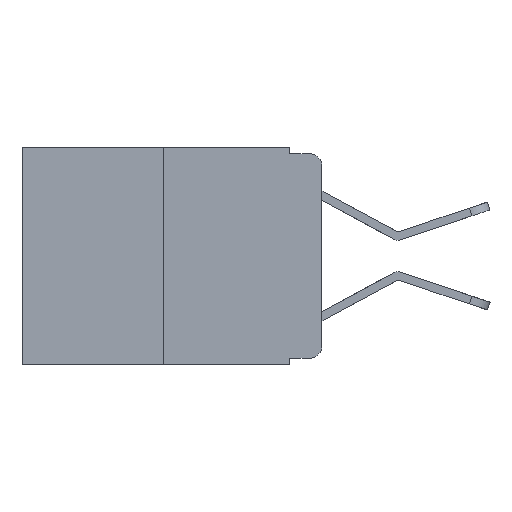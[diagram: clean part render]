
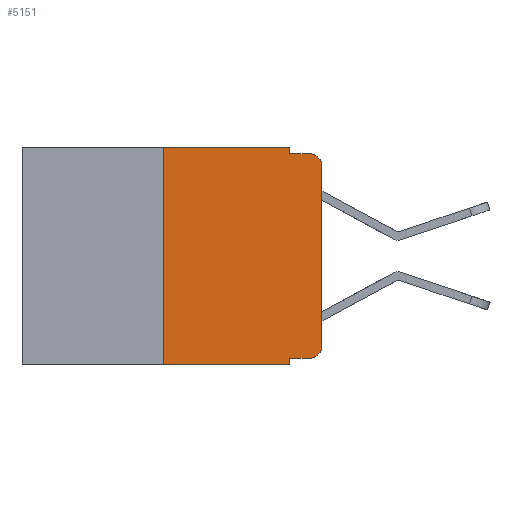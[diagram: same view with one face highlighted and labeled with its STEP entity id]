
A CAD part, left-side view. The second image highlights one B-rep face of the part: STEP entity #5151.
In plain terms, the highlighted planar face has unit normal (-1, 0, 0).
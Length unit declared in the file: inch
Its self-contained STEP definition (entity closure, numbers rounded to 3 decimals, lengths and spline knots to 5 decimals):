
#120 = EDGE_CURVE ( 'NONE', #17455, #6900, #445, .T. ) ;
#373 = ORIENTED_EDGE ( 'NONE', *, *, #811, .T. ) ;
#445 = CIRCLE ( 'NONE', #4616, 0.02 ) ;
#547 = ORIENTED_EDGE ( 'NONE', *, *, #1924, .T. ) ;
#811 = EDGE_CURVE ( 'NONE', #17868, #17430, #14150, .T. ) ;
#953 = VECTOR ( 'NONE', #4439, 39.37008 ) ;
#1649 = PLANE ( 'NONE',  #9935 ) ;
#1734 = CARTESIAN_POINT ( 'NONE',  ( 0., 0.473, 0. ) ) ;
#1924 = EDGE_CURVE ( 'NONE', #3834, #17455, #5039, .T. ) ;
#2152 = DIRECTION ( 'NONE',  ( 0., 0., -1. ) ) ;
#2480 = CARTESIAN_POINT ( 'NONE',  ( 0., 0.051, 0. ) ) ;
#2592 = VERTEX_POINT ( 'NONE', #8802 ) ;
#2934 = CARTESIAN_POINT ( 'NONE',  ( 0., 0.051, -0.333 ) ) ;
#3226 = CARTESIAN_POINT ( 'NONE',  ( 0., 0.473, -0.343 ) ) ;
#3357 = VECTOR ( 'NONE', #15007, 39.37008 ) ;
#3565 = DIRECTION ( 'NONE',  ( -1., 0., 0. ) ) ;
#3831 = ORIENTED_EDGE ( 'NONE', *, *, #12384, .T. ) ;
#3834 = VERTEX_POINT ( 'NONE', #6680 ) ;
#4220 = VECTOR ( 'NONE', #15237, 39.37008 ) ;
#4234 = CARTESIAN_POINT ( 'NONE',  ( 0., 0.051, 0. ) ) ;
#4439 = DIRECTION ( 'NONE',  ( 0., -1., 0. ) ) ;
#4616 = AXIS2_PLACEMENT_3D ( 'NONE', #14909, #3565, #2152 ) ;
#4723 = FACE_OUTER_BOUND ( 'NONE', #16665, .T. ) ;
#5039 = LINE ( 'NONE', #12193, #3357 ) ;
#5151 = ADVANCED_FACE ( 'NONE', ( #4723 ), #1649, .F. ) ;
#5369 = ORIENTED_EDGE ( 'NONE', *, *, #120, .T. ) ;
#5439 = VECTOR ( 'NONE', #14489, 39.37008 ) ;
#5469 = ORIENTED_EDGE ( 'NONE', *, *, #16027, .F. ) ;
#5720 = DIRECTION ( 'NONE',  ( 0., 0., -1. ) ) ;
#6112 = CARTESIAN_POINT ( 'NONE',  ( 0., 0.25, 0. ) ) ;
#6329 = ORIENTED_EDGE ( 'NONE', *, *, #9795, .T. ) ;
#6680 = CARTESIAN_POINT ( 'NONE',  ( 0., 0., -0.313 ) ) ;
#6900 = VERTEX_POINT ( 'NONE', #17734 ) ;
#7127 = LINE ( 'NONE', #4234, #9605 ) ;
#8028 = CARTESIAN_POINT ( 'NONE',  ( 0., 0.051, -0.01 ) ) ;
#8077 = CARTESIAN_POINT ( 'NONE',  ( 0., 0.473, 0. ) ) ;
#8731 = CARTESIAN_POINT ( 'NONE',  ( 0., 0.25, -0.343 ) ) ;
#8802 = CARTESIAN_POINT ( 'NONE',  ( 0., 0.051, 0. ) ) ;
#8891 = CARTESIAN_POINT ( 'NONE',  ( 0., 0.25, 0. ) ) ;
#9561 = DIRECTION ( 'NONE',  ( 0., -1., 0. ) ) ;
#9605 = VECTOR ( 'NONE', #17088, 39.37008 ) ;
#9795 = EDGE_CURVE ( 'NONE', #10563, #12948, #14281, .T. ) ;
#9935 = AXIS2_PLACEMENT_3D ( 'NONE', #1734, #12903, #11792 ) ;
#10310 = LINE ( 'NONE', #6112, #5439 ) ;
#10397 = EDGE_CURVE ( 'NONE', #11087, #2592, #15158, .T. ) ;
#10563 = VERTEX_POINT ( 'NONE', #8731 ) ;
#10632 = EDGE_CURVE ( 'NONE', #10563, #11087, #10310, .T. ) ;
#10934 = EDGE_CURVE ( 'NONE', #16909, #6900, #14195, .T. ) ;
#11087 = VERTEX_POINT ( 'NONE', #8891 ) ;
#11792 = DIRECTION ( 'NONE',  ( 0., 0., -1. ) ) ;
#12193 = CARTESIAN_POINT ( 'NONE',  ( 0., 0., 0. ) ) ;
#12384 = EDGE_CURVE ( 'NONE', #17430, #3834, #12877, .T. ) ;
#12545 = DIRECTION ( 'NONE',  ( 0., -1., 0. ) ) ;
#12877 = CIRCLE ( 'NONE', #15577, 0.02 ) ;
#12903 = DIRECTION ( 'NONE',  ( 1., 0., 0. ) ) ;
#12948 = VERTEX_POINT ( 'NONE', #16034 ) ;
#13788 = VECTOR ( 'NONE', #14276, 39.37008 ) ;
#14150 = LINE ( 'NONE', #15454, #16796 ) ;
#14195 = LINE ( 'NONE', #15495, #13788 ) ;
#14276 = DIRECTION ( 'NONE',  ( 0., -1., 0. ) ) ;
#14281 = LINE ( 'NONE', #3226, #953 ) ;
#14489 = DIRECTION ( 'NONE',  ( 0., 0., 1. ) ) ;
#14909 = CARTESIAN_POINT ( 'NONE',  ( 0., 0.02, -0.03 ) ) ;
#15007 = DIRECTION ( 'NONE',  ( 0., 0., 1. ) ) ;
#15048 = ORIENTED_EDGE ( 'NONE', *, *, #10632, .F. ) ;
#15158 = LINE ( 'NONE', #8077, #17611 ) ;
#15173 = CARTESIAN_POINT ( 'NONE',  ( 0., 0.02, -0.333 ) ) ;
#15237 = DIRECTION ( 'NONE',  ( 0., 0., -1. ) ) ;
#15454 = CARTESIAN_POINT ( 'NONE',  ( 0., 0.051, -0.333 ) ) ;
#15495 = CARTESIAN_POINT ( 'NONE',  ( 0., 0.051, -0.01 ) ) ;
#15577 = AXIS2_PLACEMENT_3D ( 'NONE', #15606, #17099, #5720 ) ;
#15606 = CARTESIAN_POINT ( 'NONE',  ( 0., 0.02, -0.313 ) ) ;
#15947 = ORIENTED_EDGE ( 'NONE', *, *, #10934, .F. ) ;
#16027 = EDGE_CURVE ( 'NONE', #17868, #12948, #18124, .T. ) ;
#16034 = CARTESIAN_POINT ( 'NONE',  ( 0., 0.051, -0.343 ) ) ;
#16183 = ORIENTED_EDGE ( 'NONE', *, *, #10397, .F. ) ;
#16577 = CARTESIAN_POINT ( 'NONE',  ( 0., 0., -0.03 ) ) ;
#16665 = EDGE_LOOP ( 'NONE', ( #547, #5369, #15947, #17347, #16183, #15048, #6329, #5469, #373, #3831 ) ) ;
#16796 = VECTOR ( 'NONE', #12545, 39.37008 ) ;
#16909 = VERTEX_POINT ( 'NONE', #8028 ) ;
#17088 = DIRECTION ( 'NONE',  ( 0., 0., -1. ) ) ;
#17099 = DIRECTION ( 'NONE',  ( -1., 0., 0. ) ) ;
#17347 = ORIENTED_EDGE ( 'NONE', *, *, #17900, .F. ) ;
#17430 = VERTEX_POINT ( 'NONE', #15173 ) ;
#17455 = VERTEX_POINT ( 'NONE', #16577 ) ;
#17611 = VECTOR ( 'NONE', #9561, 39.37008 ) ;
#17734 = CARTESIAN_POINT ( 'NONE',  ( 0., 0.02, -0.01 ) ) ;
#17868 = VERTEX_POINT ( 'NONE', #2934 ) ;
#17900 = EDGE_CURVE ( 'NONE', #2592, #16909, #7127, .T. ) ;
#18124 = LINE ( 'NONE', #2480, #4220 ) ;
